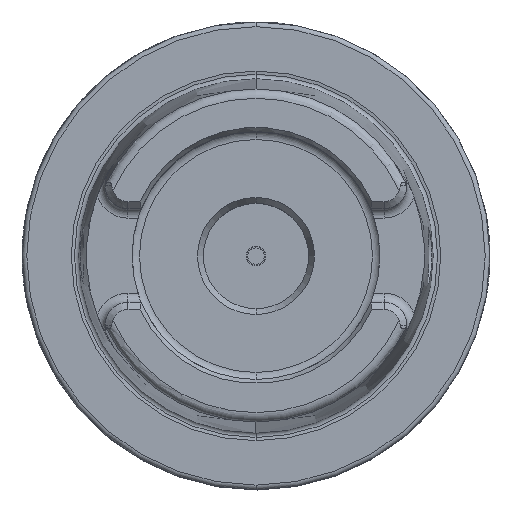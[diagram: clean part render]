
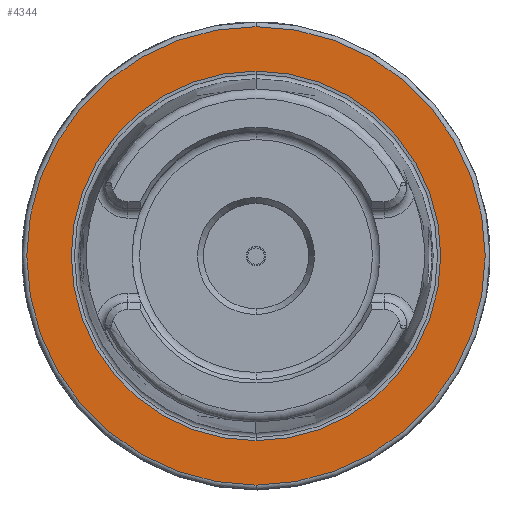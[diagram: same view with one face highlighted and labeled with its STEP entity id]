
A CAD part, top view. The second image highlights one B-rep face of the part: STEP entity #4344.
In plain terms, the highlighted planar face has unit normal (0, 0, 1).
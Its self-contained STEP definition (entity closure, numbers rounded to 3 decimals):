
#1244=CARTESIAN_POINT('',(0,0,29));
#1245=DIRECTION('',(0,0,-1));
#1246=DIRECTION('',(0,1,0));
#1247=AXIS2_PLACEMENT_3D('',#1244,#1245,#1246);
#1257=CARTESIAN_POINT('',(0,0,29));
#1258=DIRECTION('',(0,0,1));
#1259=DIRECTION('',(0,1,0));
#1260=AXIS2_PLACEMENT_3D('',#1257,#1258,#1259);
#1262=CARTESIAN_POINT('',(0,0,29));
#1263=DIRECTION('',(0,0,1));
#1264=DIRECTION('',(0,1,0));
#1265=AXIS2_PLACEMENT_3D('',#1262,#1263,#1264);
#1267=CARTESIAN_POINT('',(0,0,29));
#1268=DIRECTION('',(0,0,1));
#1269=DIRECTION('',(0,-1,0));
#1270=AXIS2_PLACEMENT_3D('',#1267,#1268,#1269);
#2747=CARTESIAN_POINT('',(0,39.499,29));
#2749=VERTEX_POINT('',#2747);
#2783=CARTESIAN_POINT('',(0,-39.499,29));
#2785=VERTEX_POINT('',#2783);
#2795=CARTESIAN_POINT('',(0,49,29));
#2796=CARTESIAN_POINT('',(0.,-49,29));
#2797=VERTEX_POINT('',#2795);
#2798=VERTEX_POINT('',#2796);
#4329=CARTESIAN_POINT('',(0,0,29));
#4330=DIRECTION('',(0,0,-1));
#4331=DIRECTION('',(0,-1,0));
#4332=AXIS2_PLACEMENT_3D('',#4329,#4330,#4331);
#4333=PLANE('',#4332);
#4335=ORIENTED_EDGE('',*,*,#4334,.F.);
#4337=ORIENTED_EDGE('',*,*,#4336,.F.);
#4338=EDGE_LOOP('',(#4335,#4337));
#4339=FACE_OUTER_BOUND('',#4338,.F.);
#4340=ORIENTED_EDGE('',*,*,#4324,.T.);
#4341=ORIENTED_EDGE('',*,*,#4308,.F.);
#4342=EDGE_LOOP('',(#4340,#4341));
#4343=FACE_BOUND('',#4342,.F.);
#4344=ADVANCED_FACE('',(#4339,#4343),#4333,.F.);
#1248=CIRCLE('',#1247,39.499);
#1261=CIRCLE('',#1260,39.499);
#1266=CIRCLE('',#1265,49);
#1271=CIRCLE('',#1270,49);
#4308=EDGE_CURVE('',#2749,#2785,#1248,.T.);
#4324=EDGE_CURVE('',#2749,#2785,#1261,.T.);
#4334=EDGE_CURVE('',#2797,#2798,#1266,.T.);
#4336=EDGE_CURVE('',#2798,#2797,#1271,.T.);
